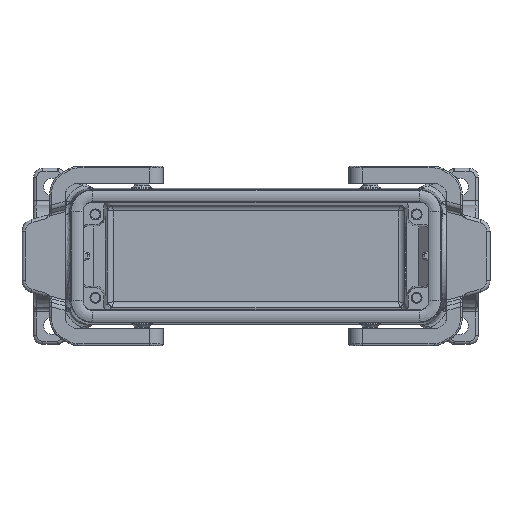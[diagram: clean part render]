
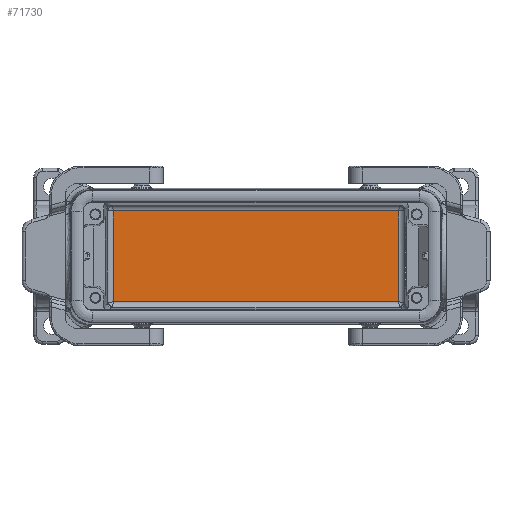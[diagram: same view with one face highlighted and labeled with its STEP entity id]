
A CAD part, top view. The second image highlights one B-rep face of the part: STEP entity #71730.
In plain terms, the highlighted planar face has unit normal (0, 0, 1).
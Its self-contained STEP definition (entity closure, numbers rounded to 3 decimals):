
#71340=CARTESIAN_POINT('',(0.,0.,4.));
#71350=DIRECTION('',(0.,-0.,1.));
#71360=DIRECTION('',(0.,1.,0.));
#71370=AXIS2_PLACEMENT_3D('',#71340,#71350,#71360);
#71380=PLANE('',#71370);
#71390=CARTESIAN_POINT('',(0.,46.202,4.));
#71400=DIRECTION('',(1.,0.,0.));
#71410=VECTOR('',#71400,1.);
#71420=LINE('',#71390,#71410);
#71430=CARTESIAN_POINT('',(-14.702,46.202,4.));
#71440=VERTEX_POINT('',#71430);
#71450=CARTESIAN_POINT('',(14.702,46.202,4.));
#71460=VERTEX_POINT('',#71450);
#71470=EDGE_CURVE('',#71440,#71460,#71420,.T.);
#71480=ORIENTED_EDGE('',*,*,#71470,.F.);
#71490=CARTESIAN_POINT('',(14.702,0.,4.));
#71500=DIRECTION('',(0.,-1.,0.));
#71510=VECTOR('',#71500,1.);
#71520=LINE('',#71490,#71510);
#71530=CARTESIAN_POINT('',(14.702,-46.202,4.));
#71540=VERTEX_POINT('',#71530);
#71550=EDGE_CURVE('',#71460,#71540,#71520,.T.);
#71560=ORIENTED_EDGE('',*,*,#71550,.F.);
#71570=CARTESIAN_POINT('',(0.,-46.202,4.));
#71580=DIRECTION('',(1.,0.,0.));
#71590=VECTOR('',#71580,1.);
#71600=LINE('',#71570,#71590);
#71610=CARTESIAN_POINT('',(-14.702,-46.202,4.));
#71620=VERTEX_POINT('',#71610);
#71630=EDGE_CURVE('',#71620,#71540,#71600,.T.);
#71640=ORIENTED_EDGE('',*,*,#71630,.T.);
#71650=CARTESIAN_POINT('',(-14.702,0.,4.));
#71660=DIRECTION('',(0.,1.,0.));
#71670=VECTOR('',#71660,1.);
#71680=LINE('',#71650,#71670);
#71690=EDGE_CURVE('',#71620,#71440,#71680,.T.);
#71700=ORIENTED_EDGE('',*,*,#71690,.F.);
#71710=EDGE_LOOP('',(#71700,#71640,#71560,#71480));
#71720=FACE_OUTER_BOUND('',#71710,.T.);
#71730=ADVANCED_FACE('',(#71720),#71380,.T.);
